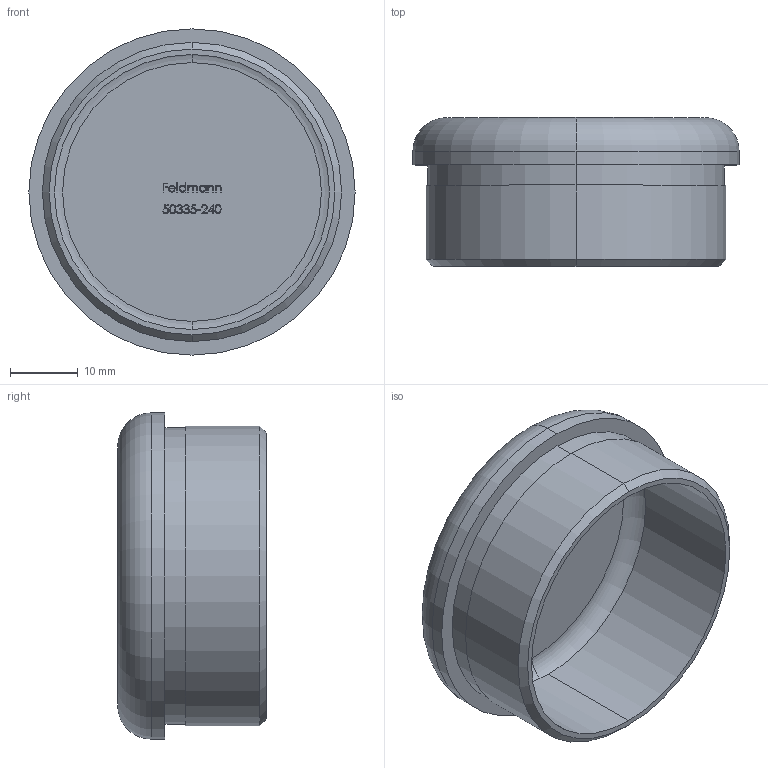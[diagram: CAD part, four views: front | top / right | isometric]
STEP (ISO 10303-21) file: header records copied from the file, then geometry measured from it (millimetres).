
FILE_DESCRIPTION (( 'STEP AP203' ), '1' );
FILE_NAME ('50335-240.STEP', '2018-12-17T15:35:37', ( '' ), ( '' ), 'SwSTEP 2.0', 'SolidWorks 2015', '' );
FILE_SCHEMA (( 'CONFIG_CONTROL_DESIGN' ));
Length unit declared in the file: millimetre
Products named in the file (1): 50335-240
Bounding box: 48.3 x 22 x 48.3 mm (x, y, z)
Volume: 8123.4 mm3; surface area: 9420 mm2
Topology: 1 solids, 1 shells, 254 faces, 671 edges, 446 vertices
Faces by surface type: plane 124, bspline 116, cylinder 8, torus 4, cone 2
Entity records: 14212 total; most frequent: CARTESIAN_POINT 8608, ORIENTED_EDGE 1342, DIRECTION 745, EDGE_CURVE 671, VERTEX_POINT 446, LINE 411, VECTOR 411, EDGE_LOOP 281
